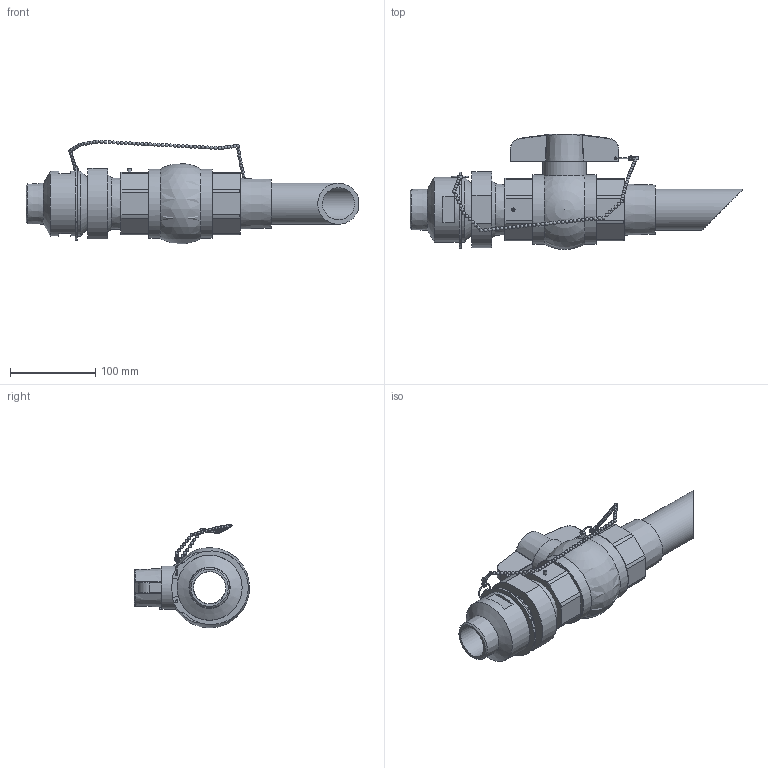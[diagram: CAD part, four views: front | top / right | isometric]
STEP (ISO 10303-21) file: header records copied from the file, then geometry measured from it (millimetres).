
FILE_DESCRIPTION(/* description */ (''),/* implementation_level */ '2;1');
FILE_NAME(/* name */ 'CS-15A20A-4IA-AAA_R0.stp',/* time_stamp */ '2024-11-15T11:39:10-05:00',/* author */ ('SalesDesk5'),/* organization */ (''),/* preprocessor_version */ 'ST-DEVELOPER v20',/* originating_system */ 'Autodesk Inventor 2025',/* authorisation */ '');
FILE_SCHEMA (('CONFIG_CONTROL_DESIGN'));
Length unit declared in the file: inch
Products named in the file (14): CS-15A20A-4IA-AAA; CCS-V-PVC-ASSY_R0; CCS-VAL-PVC; CS-8GLD-20A20A-15-PVC-GLD; NIPPLE-75-PVC_R0; CCSR-V-SCREW; IQ-CS-10A15A-6IB-A; CS-4BODY-15A20A-PVC; PIPE-15A20A-PVC-4IB; a_75_mounting; CS-1520POLY-CHAIN_R0; gn_10882_02; 20MMKR_R0; CHAIN-END30mm_R0
Assembly tree (26 placements, depth 3):
  CS-15A20A-4IA-AAA
    CCS-V-PVC-ASSY_R0
      CCS-VAL-PVC
      CS-8GLD-20A20A-15-PVC-GLD
      NIPPLE-75-PVC_R0
      CCSR-V-SCREW
    IQ-CS-10A15A-6IB-A
      CS-4BODY-15A20A-PVC
      PIPE-15A20A-PVC-4IB
    a_75_mounting
    CS-1520POLY-CHAIN_R0
      CHAIN-END30mm_R0  x12
      gn_10882_02  x2
      20MMKR_R0  x2
Bounding box: 388.75 x 134.68 x 121.61 mm (x, y, z)
Volume: 1025200.1 mm3; surface area: 257092.5 mm2
Topology: 23 solids, 23 shells, 433 faces, 1111 edges, 715 vertices
Faces by surface type: cylinder 149, plane 125, sphere 89, torus 30, bspline 26, cone 14
Full cylindrical faces by diameter (mm): 0.9 x72, 2.54 x1, 3 x2, 3.175 x1, 3.8 x2, 3.81 x2, 4 x2, 19.05 x1, 37.49 x1, 38.1 x1, 47.244 x1, 48.26 x1, 48.59 x1, 49.022 x2, 50.8 x1, 56.642 x1, 59.246 x1, 60.325 x1, 69.088 x1, 76.2 x2, 81.28 x2
Entity records: 9087 total; most frequent: CARTESIAN_POINT 2387, DIRECTION 1347, ORIENTED_EDGE 1230, EDGE_CURVE 615, AXIS2_PLACEMENT_3D 553, VERTEX_POINT 392, EDGE_LOOP 291, CIRCLE 280
